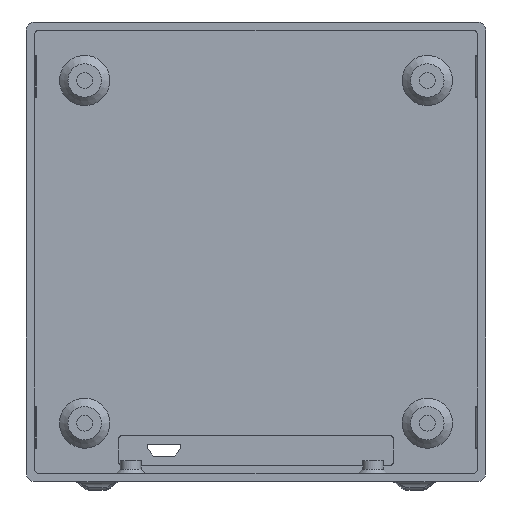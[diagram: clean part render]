
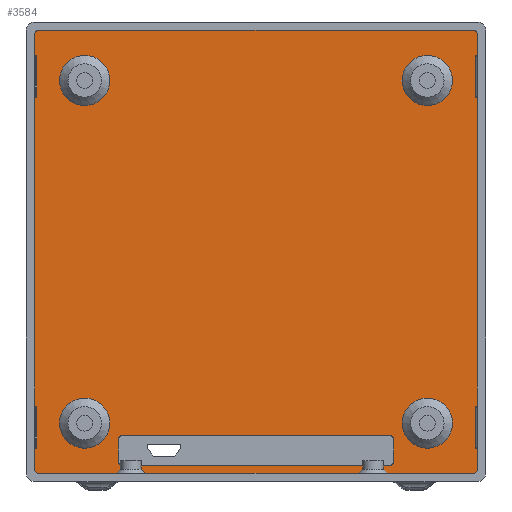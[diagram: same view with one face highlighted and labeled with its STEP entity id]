
A CAD part, front view. The second image highlights one B-rep face of the part: STEP entity #3584.
In plain terms, the highlighted planar face has unit normal (0, -1, 0).
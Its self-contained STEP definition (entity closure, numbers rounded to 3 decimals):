
#110=FACE_BOUND('',#1222,.T.);
#111=FACE_BOUND('',#1223,.T.);
#112=FACE_BOUND('',#1224,.T.);
#113=FACE_BOUND('',#1225,.T.);
#114=FACE_BOUND('',#1226,.T.);
#177=PLANE('',#4016);
#355=LINE('',#7155,#593);
#356=LINE('',#7160,#594);
#357=LINE('',#7165,#595);
#372=LINE('',#7239,#610);
#376=LINE('',#7251,#614);
#382=LINE('',#7266,#620);
#385=LINE('',#7275,#623);
#405=LINE('',#7336,#643);
#406=LINE('',#7340,#644);
#407=LINE('',#7344,#645);
#593=VECTOR('',#4851,10.);
#594=VECTOR('',#4856,10.);
#595=VECTOR('',#4861,10.);
#610=VECTOR('',#4952,10.);
#614=VECTOR('',#4964,10.);
#620=VECTOR('',#4978,10.);
#623=VECTOR('',#4989,10.);
#643=VECTOR('',#5057,10.);
#644=VECTOR('',#5060,10.);
#645=VECTOR('',#5065,10.);
#972=FACE_OUTER_BOUND('',#1221,.T.);
#1221=EDGE_LOOP('',(#3178,#3179,#3180,#3181,#3182,#3183,#3184,#3185,#3186,
#3187));
#1222=EDGE_LOOP('',(#3188,#3189,#3190,#3191,#3192,#3193,#3194,#3195));
#1223=EDGE_LOOP('',(#3196));
#1224=EDGE_LOOP('',(#3197));
#1225=EDGE_LOOP('',(#3198));
#1226=EDGE_LOOP('',(#3199));
#1462=CIRCLE('',#3980,1.);
#1464=CIRCLE('',#3984,1.);
#1466=CIRCLE('',#3988,1.);
#1468=CIRCLE('',#3992,1.);
#1475=CIRCLE('',#4014,6.);
#1477=CIRCLE('',#4017,1.);
#1478=CIRCLE('',#4018,1.);
#1479=CIRCLE('',#4019,1.);
#1480=CIRCLE('',#4020,1.);
#1481=CIRCLE('',#4021,6.);
#1482=CIRCLE('',#4022,6.);
#1483=CIRCLE('',#4023,6.);
#1725=VERTEX_POINT('',#7152);
#1726=VERTEX_POINT('',#7154);
#1728=VERTEX_POINT('',#7159);
#1730=VERTEX_POINT('',#7164);
#1749=VERTEX_POINT('',#7232);
#1750=VERTEX_POINT('',#7234);
#1751=VERTEX_POINT('',#7238);
#1754=VERTEX_POINT('',#7246);
#1755=VERTEX_POINT('',#7250);
#1759=VERTEX_POINT('',#7259);
#1760=VERTEX_POINT('',#7261);
#1762=VERTEX_POINT('',#7270);
#1775=VERTEX_POINT('',#7326);
#1777=VERTEX_POINT('',#7332);
#1778=VERTEX_POINT('',#7333);
#1779=VERTEX_POINT('',#7335);
#1780=VERTEX_POINT('',#7337);
#1781=VERTEX_POINT('',#7339);
#1782=VERTEX_POINT('',#7342);
#1783=VERTEX_POINT('',#7345);
#1784=VERTEX_POINT('',#7347);
#1785=VERTEX_POINT('',#7349);
#2183=EDGE_CURVE('',#1726,#1725,#355,.T.);
#2186=EDGE_CURVE('',#1728,#1726,#356,.T.);
#2189=EDGE_CURVE('',#1730,#1728,#357,.T.);
#2220=EDGE_CURVE('',#1749,#1750,#1462,.T.);
#2222=EDGE_CURVE('',#1751,#1750,#372,.T.);
#2226=EDGE_CURVE('',#1751,#1754,#1464,.T.);
#2228=EDGE_CURVE('',#1755,#1754,#376,.T.);
#2233=EDGE_CURVE('',#1759,#1760,#1466,.T.);
#2236=EDGE_CURVE('',#1749,#1760,#382,.T.);
#2238=EDGE_CURVE('',#1755,#1762,#1468,.T.);
#2241=EDGE_CURVE('',#1759,#1762,#385,.T.);
#2266=EDGE_CURVE('',#1775,#1775,#1475,.T.);
#2269=EDGE_CURVE('',#1777,#1778,#1477,.T.);
#2270=EDGE_CURVE('',#1778,#1779,#405,.T.);
#2271=EDGE_CURVE('',#1779,#1780,#1478,.T.);
#2272=EDGE_CURVE('',#1780,#1781,#406,.T.);
#2273=EDGE_CURVE('',#1781,#1730,#1479,.T.);
#2274=EDGE_CURVE('',#1725,#1782,#1480,.T.);
#2275=EDGE_CURVE('',#1782,#1777,#407,.T.);
#2276=EDGE_CURVE('',#1783,#1783,#1481,.T.);
#2277=EDGE_CURVE('',#1784,#1784,#1482,.T.);
#2278=EDGE_CURVE('',#1785,#1785,#1483,.T.);
#3178=ORIENTED_EDGE('',*,*,#2269,.T.);
#3179=ORIENTED_EDGE('',*,*,#2270,.T.);
#3180=ORIENTED_EDGE('',*,*,#2271,.T.);
#3181=ORIENTED_EDGE('',*,*,#2272,.T.);
#3182=ORIENTED_EDGE('',*,*,#2273,.T.);
#3183=ORIENTED_EDGE('',*,*,#2189,.T.);
#3184=ORIENTED_EDGE('',*,*,#2186,.T.);
#3185=ORIENTED_EDGE('',*,*,#2183,.T.);
#3186=ORIENTED_EDGE('',*,*,#2274,.T.);
#3187=ORIENTED_EDGE('',*,*,#2275,.T.);
#3188=ORIENTED_EDGE('',*,*,#2222,.T.);
#3189=ORIENTED_EDGE('',*,*,#2220,.F.);
#3190=ORIENTED_EDGE('',*,*,#2236,.T.);
#3191=ORIENTED_EDGE('',*,*,#2233,.F.);
#3192=ORIENTED_EDGE('',*,*,#2241,.T.);
#3193=ORIENTED_EDGE('',*,*,#2238,.F.);
#3194=ORIENTED_EDGE('',*,*,#2228,.T.);
#3195=ORIENTED_EDGE('',*,*,#2226,.F.);
#3196=ORIENTED_EDGE('',*,*,#2276,.F.);
#3197=ORIENTED_EDGE('',*,*,#2277,.F.);
#3198=ORIENTED_EDGE('',*,*,#2278,.F.);
#3199=ORIENTED_EDGE('',*,*,#2266,.F.);
#3584=ADVANCED_FACE('',(#972,#110,#111,#112,#113,#114),#177,.F.);
#3980=AXIS2_PLACEMENT_3D('',#7235,#4947,#4948);
#3984=AXIS2_PLACEMENT_3D('',#7247,#4959,#4960);
#3988=AXIS2_PLACEMENT_3D('',#7262,#4972,#4973);
#3992=AXIS2_PLACEMENT_3D('',#7271,#4983,#4984);
#4014=AXIS2_PLACEMENT_3D('',#7327,#5048,#5049);
#4016=AXIS2_PLACEMENT_3D('',#7331,#5053,#5054);
#4017=AXIS2_PLACEMENT_3D('',#7334,#5055,#5056);
#4018=AXIS2_PLACEMENT_3D('',#7338,#5058,#5059);
#4019=AXIS2_PLACEMENT_3D('',#7341,#5061,#5062);
#4020=AXIS2_PLACEMENT_3D('',#7343,#5063,#5064);
#4021=AXIS2_PLACEMENT_3D('',#7346,#5066,#5067);
#4022=AXIS2_PLACEMENT_3D('',#7348,#5068,#5069);
#4023=AXIS2_PLACEMENT_3D('',#7350,#5070,#5071);
#4851=DIRECTION('',(1.,0.,0.));
#4856=DIRECTION('',(1.,0.,0.));
#4861=DIRECTION('',(1.,0.,0.));
#4947=DIRECTION('center_axis',(0.,-1.,0.));
#4948=DIRECTION('ref_axis',(0.707,0.,-0.707));
#4952=DIRECTION('',(0.,0.,-1.));
#4959=DIRECTION('center_axis',(0.,-1.,0.));
#4960=DIRECTION('ref_axis',(0.707,0.,0.707));
#4964=DIRECTION('',(1.,0.,0.));
#4972=DIRECTION('center_axis',(0.,-1.,0.));
#4973=DIRECTION('ref_axis',(-0.707,0.,-0.707));
#4978=DIRECTION('',(-1.,0.,0.));
#4983=DIRECTION('center_axis',(0.,-1.,0.));
#4984=DIRECTION('ref_axis',(-0.707,0.,0.707));
#4989=DIRECTION('',(0.,0.,1.));
#5048=DIRECTION('center_axis',(0.,-1.,0.));
#5049=DIRECTION('ref_axis',(1.,0.,0.));
#5053=DIRECTION('center_axis',(0.,1.,0.));
#5054=DIRECTION('ref_axis',(1.,0.,0.));
#5055=DIRECTION('center_axis',(0.,-1.,0.));
#5056=DIRECTION('ref_axis',(0.707,0.,0.707));
#5057=DIRECTION('',(-1.,0.,0.));
#5058=DIRECTION('center_axis',(0.,-1.,0.));
#5059=DIRECTION('ref_axis',(-0.707,0.,0.707));
#5060=DIRECTION('',(0.,0.,-1.));
#5061=DIRECTION('center_axis',(0.,-1.,0.));
#5062=DIRECTION('ref_axis',(-0.707,0.,-0.707));
#5063=DIRECTION('center_axis',(0.,-1.,0.));
#5064=DIRECTION('ref_axis',(0.707,0.,-0.707));
#5065=DIRECTION('',(0.,0.,1.));
#5066=DIRECTION('center_axis',(0.,-1.,0.));
#5067=DIRECTION('ref_axis',(1.,0.,0.));
#5068=DIRECTION('center_axis',(0.,-1.,0.));
#5069=DIRECTION('ref_axis',(1.,0.,0.));
#5070=DIRECTION('center_axis',(0.,-1.,0.));
#5071=DIRECTION('ref_axis',(1.,0.,0.));
#7152=CARTESIAN_POINT('',(52.,0.,2.));
#7154=CARTESIAN_POINT('',(28.,0.,2.));
#7155=CARTESIAN_POINT('',(26.5,0.,2.));
#7159=CARTESIAN_POINT('',(-30.,0.,2.));
#7160=CARTESIAN_POINT('',(26.5,0.,2.));
#7164=CARTESIAN_POINT('',(-52.,0.,2.));
#7165=CARTESIAN_POINT('',(26.5,0.,2.));
#7232=CARTESIAN_POINT('',(32.,0.,3.9));
#7234=CARTESIAN_POINT('',(33.,0.,4.9));
#7235=CARTESIAN_POINT('Origin',(32.,0.,4.9));
#7238=CARTESIAN_POINT('',(33.,0.,10.));
#7239=CARTESIAN_POINT('',(33.,0.,33.));
#7246=CARTESIAN_POINT('',(32.,0.,11.));
#7247=CARTESIAN_POINT('Origin',(32.,0.,10.));
#7250=CARTESIAN_POINT('',(-32.,0.,11.));
#7251=CARTESIAN_POINT('',(-16.5,0.,11.));
#7259=CARTESIAN_POINT('',(-33.,0.,4.9));
#7261=CARTESIAN_POINT('',(-32.,0.,3.9));
#7262=CARTESIAN_POINT('Origin',(-32.,0.,4.9));
#7266=CARTESIAN_POINT('',(16.5,0.,3.9));
#7270=CARTESIAN_POINT('',(-33.,0.,10.));
#7271=CARTESIAN_POINT('Origin',(-32.,0.,10.));
#7275=CARTESIAN_POINT('',(-33.,0.,29.45));
#7326=CARTESIAN_POINT('',(35.,0.,14.));
#7327=CARTESIAN_POINT('Origin',(41.,0.,14.));
#7331=CARTESIAN_POINT('Origin',(0.,0.,55.));
#7332=CARTESIAN_POINT('',(53.,0.,107.));
#7333=CARTESIAN_POINT('',(52.,0.,108.));
#7334=CARTESIAN_POINT('Origin',(52.,0.,107.));
#7335=CARTESIAN_POINT('',(-52.,0.,108.));
#7336=CARTESIAN_POINT('',(-26.5,0.,108.));
#7337=CARTESIAN_POINT('',(-53.,0.,107.));
#7338=CARTESIAN_POINT('Origin',(-52.,0.,107.));
#7339=CARTESIAN_POINT('',(-53.,0.,3.));
#7340=CARTESIAN_POINT('',(-53.,0.,28.5));
#7341=CARTESIAN_POINT('Origin',(-52.,0.,3.));
#7342=CARTESIAN_POINT('',(53.,0.,3.));
#7343=CARTESIAN_POINT('Origin',(52.,0.,3.));
#7344=CARTESIAN_POINT('',(53.,0.,81.5));
#7345=CARTESIAN_POINT('',(-47.,0.,14.));
#7346=CARTESIAN_POINT('Origin',(-41.,0.,14.));
#7347=CARTESIAN_POINT('',(-47.,0.,96.));
#7348=CARTESIAN_POINT('Origin',(-41.,0.,96.));
#7349=CARTESIAN_POINT('',(35.,0.,96.));
#7350=CARTESIAN_POINT('Origin',(41.,0.,96.));
